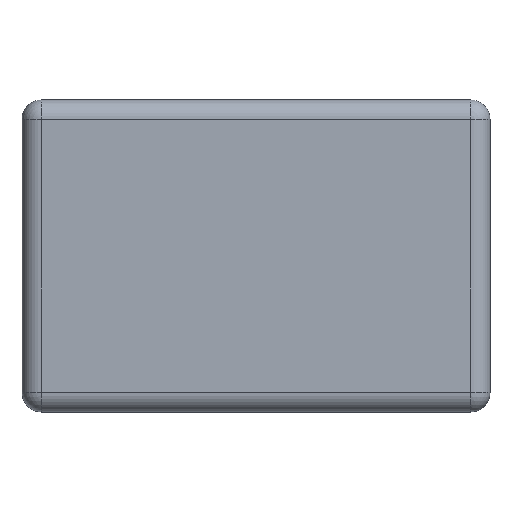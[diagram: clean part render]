
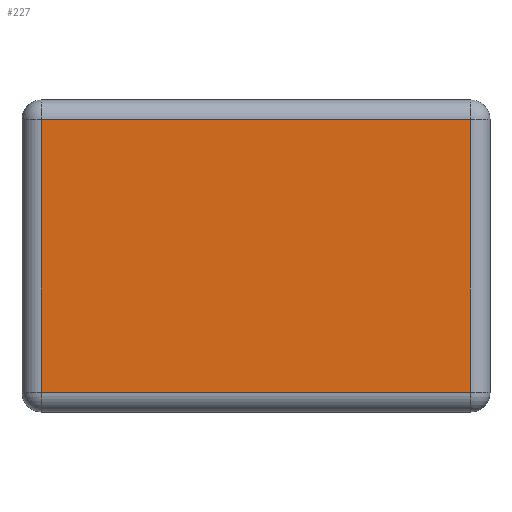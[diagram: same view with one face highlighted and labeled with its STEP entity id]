
A CAD part, top view. The second image highlights one B-rep face of the part: STEP entity #227.
In plain terms, the highlighted planar face has unit normal (0, 0, 1).
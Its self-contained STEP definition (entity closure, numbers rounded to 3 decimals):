
#17 = VECTOR ( 'NONE', #114, 1000. ) ;
#22 = DIRECTION ( 'NONE',  ( 1., 0., 0. ) ) ;
#30 = VERTEX_POINT ( 'NONE', #217 ) ;
#39 = ORIENTED_EDGE ( 'NONE', *, *, #375, .T. ) ;
#67 = ORIENTED_EDGE ( 'NONE', *, *, #508, .F. ) ;
#110 = CARTESIAN_POINT ( 'NONE',  ( -0.55, -0.35, 0.6 ) ) ;
#114 = DIRECTION ( 'NONE',  ( 1., 0., 0. ) ) ;
#125 = LINE ( 'NONE', #386, #273 ) ;
#146 = ORIENTED_EDGE ( 'NONE', *, *, #354, .F. ) ;
#160 = LINE ( 'NONE', #239, #345 ) ;
#171 = VECTOR ( 'NONE', #325, 1000. ) ;
#187 = CARTESIAN_POINT ( 'NONE',  ( 0.55, 0.35, 0.6 ) ) ;
#194 = PLANE ( 'NONE',  #512 ) ;
#198 = FACE_OUTER_BOUND ( 'NONE', #307, .T. ) ;
#199 = LINE ( 'NONE', #246, #17 ) ;
#207 = VERTEX_POINT ( 'NONE', #187 ) ;
#217 = CARTESIAN_POINT ( 'NONE',  ( -0.55, 0.35, 0.6 ) ) ;
#227 = ADVANCED_FACE ( 'NONE', ( #198 ), #194, .T. ) ;
#239 = CARTESIAN_POINT ( 'NONE',  ( -0.6, 0.35, 0.6 ) ) ;
#246 = CARTESIAN_POINT ( 'NONE',  ( -0.6, -0.35, 0.6 ) ) ;
#273 = VECTOR ( 'NONE', #420, 1000. ) ;
#290 = VERTEX_POINT ( 'NONE', #364 ) ;
#307 = EDGE_LOOP ( 'NONE', ( #67, #441, #39, #146 ) ) ;
#325 = DIRECTION ( 'NONE',  ( 0., 1., 0. ) ) ;
#328 = CARTESIAN_POINT ( 'NONE',  ( 0.55, -0.4, 0.6 ) ) ;
#345 = VECTOR ( 'NONE', #499, 1000. ) ;
#354 = EDGE_CURVE ( 'NONE', #30, #207, #160, .T. ) ;
#364 = CARTESIAN_POINT ( 'NONE',  ( 0.55, -0.35, 0.6 ) ) ;
#370 = DIRECTION ( 'NONE',  ( 0., 0., 1. ) ) ;
#372 = EDGE_CURVE ( 'NONE', #459, #290, #199, .T. ) ;
#375 = EDGE_CURVE ( 'NONE', #290, #207, #414, .T. ) ;
#386 = CARTESIAN_POINT ( 'NONE',  ( -0.55, -0.4, 0.6 ) ) ;
#414 = LINE ( 'NONE', #328, #171 ) ;
#420 = DIRECTION ( 'NONE',  ( 0., 1., 0. ) ) ;
#439 = CARTESIAN_POINT ( 'NONE',  ( -0.6, -0.4, 0.6 ) ) ;
#441 = ORIENTED_EDGE ( 'NONE', *, *, #372, .T. ) ;
#459 = VERTEX_POINT ( 'NONE', #110 ) ;
#499 = DIRECTION ( 'NONE',  ( 1., 0., 0. ) ) ;
#508 = EDGE_CURVE ( 'NONE', #459, #30, #125, .T. ) ;
#512 = AXIS2_PLACEMENT_3D ( 'NONE', #439, #370, #22 ) ;
